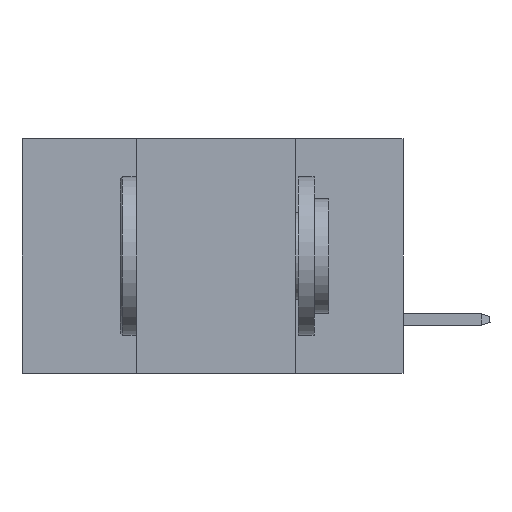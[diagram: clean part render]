
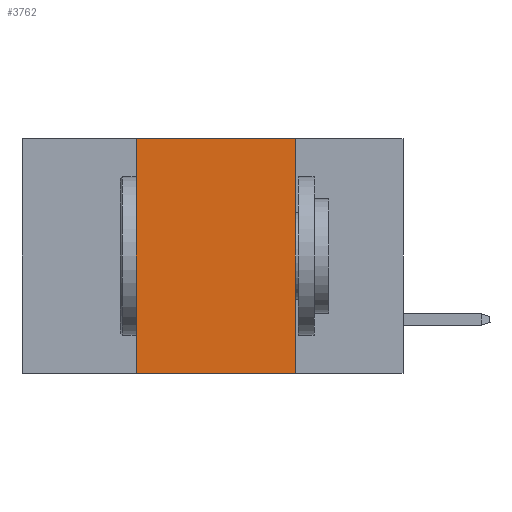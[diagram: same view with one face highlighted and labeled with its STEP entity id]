
A CAD part, left-side view. The second image highlights one B-rep face of the part: STEP entity #3762.
In plain terms, the highlighted planar face has unit normal (-1, 0, 0).
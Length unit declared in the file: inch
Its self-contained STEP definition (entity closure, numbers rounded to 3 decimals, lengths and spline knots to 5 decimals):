
#464 = VECTOR ( 'NONE', #12483, 39.37008 ) ;
#531 = VECTOR ( 'NONE', #8663, 39.37008 ) ;
#628 = CARTESIAN_POINT ( 'NONE',  ( 0., 0.17, 0. ) ) ;
#1537 = CARTESIAN_POINT ( 'NONE',  ( 0., 0.6, -0.37 ) ) ;
#2366 = EDGE_CURVE ( 'NONE', #9050, #28985, #30848, .T. ) ;
#3413 = DIRECTION ( 'NONE',  ( 0., 0., -1. ) ) ;
#3762 = ADVANCED_FACE ( 'NONE', ( #19155 ), #24422, .F. ) ;
#6069 = EDGE_LOOP ( 'NONE', ( #7764, #21132, #36140, #28568 ) ) ;
#7000 = DIRECTION ( 'NONE',  ( 0., -1., 0. ) ) ;
#7558 = VERTEX_POINT ( 'NONE', #628 ) ;
#7764 = ORIENTED_EDGE ( 'NONE', *, *, #29106, .F. ) ;
#8663 = DIRECTION ( 'NONE',  ( 0., 0., -1. ) ) ;
#9050 = VERTEX_POINT ( 'NONE', #13889 ) ;
#12478 = EDGE_CURVE ( 'NONE', #28985, #7558, #15187, .T. ) ;
#12482 = CARTESIAN_POINT ( 'NONE',  ( 0., 0.6, 0. ) ) ;
#12483 = DIRECTION ( 'NONE',  ( 0., 0., 1. ) ) ;
#13026 = LINE ( 'NONE', #1537, #35241 ) ;
#13889 = CARTESIAN_POINT ( 'NONE',  ( 0., 0.42, -0.37 ) ) ;
#15187 = LINE ( 'NONE', #26912, #33573 ) ;
#16782 = CARTESIAN_POINT ( 'NONE',  ( 0., 0.42, 0. ) ) ;
#17289 = VERTEX_POINT ( 'NONE', #17880 ) ;
#17615 = EDGE_CURVE ( 'NONE', #9050, #17289, #13026, .T. ) ;
#17826 = DIRECTION ( 'NONE',  ( 0., -1., 0. ) ) ;
#17880 = CARTESIAN_POINT ( 'NONE',  ( 0., 0.17, -0.37 ) ) ;
#19155 = FACE_OUTER_BOUND ( 'NONE', #6069, .T. ) ;
#21132 = ORIENTED_EDGE ( 'NONE', *, *, #12478, .F. ) ;
#24422 = PLANE ( 'NONE',  #25687 ) ;
#25687 = AXIS2_PLACEMENT_3D ( 'NONE', #12482, #31440, #3413 ) ;
#26912 = CARTESIAN_POINT ( 'NONE',  ( 0., 0.6, 0. ) ) ;
#27411 = CARTESIAN_POINT ( 'NONE',  ( 0., 0.42, 0. ) ) ;
#28568 = ORIENTED_EDGE ( 'NONE', *, *, #17615, .T. ) ;
#28985 = VERTEX_POINT ( 'NONE', #16782 ) ;
#29106 = EDGE_CURVE ( 'NONE', #7558, #17289, #30432, .T. ) ;
#30229 = CARTESIAN_POINT ( 'NONE',  ( 0., 0.17, 0. ) ) ;
#30432 = LINE ( 'NONE', #30229, #531 ) ;
#30848 = LINE ( 'NONE', #27411, #464 ) ;
#31440 = DIRECTION ( 'NONE',  ( 1., 0., 0. ) ) ;
#33573 = VECTOR ( 'NONE', #17826, 39.37008 ) ;
#35241 = VECTOR ( 'NONE', #7000, 39.37008 ) ;
#36140 = ORIENTED_EDGE ( 'NONE', *, *, #2366, .F. ) ;
